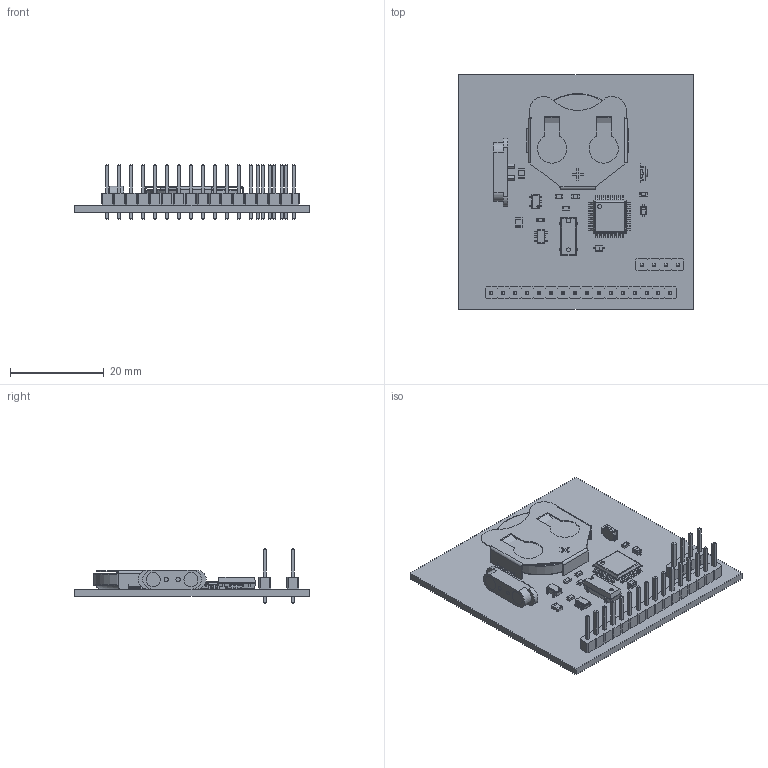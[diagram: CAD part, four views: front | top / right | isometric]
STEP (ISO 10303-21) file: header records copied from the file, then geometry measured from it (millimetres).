
FILE_DESCRIPTION(('KiCad electronic assembly'),'2;1');
FILE_NAME('TestWatch.step','2025-05-22T23:49:50',('Pcbnew'),('Kicad'), 'Open CASCADE STEP processor 7.8','KiCad to STEP converter','Unknown' );
FILE_SCHEMA(('AUTOMOTIVE_DESIGN { 1 0 10303 214 1 1 1 1 }'));
Length unit declared in the file: millimetre
Products named in the file (21): TestWatch 1; RN73H1JTTD5052F50; GRM21BC81E106ME51K; B3U-1100P; STM32G431KBT6; Body; PinsArrayLR; PinsArrayTB; POGO2_Female; MC-306_32.7680K-E0_PURE_SN; BAS3010A03WE6327HTSA1; PinHeader_1x16_P2.54mm_Vertical; TPS7A0230PDBVR; BODY-SOT; LEAD-SOT; LEAD-DUMMY; BAT-HLD-003-SMT_CUT; LIR2032; PinHeader_1x04_P2.54mm_Vertical; MCP73832T-2ACI_OT; TestWatch_PCB
Assembly tree (30 placements, depth 3):
  TestWatch 1
    RN73H1JTTD5052F50  x5
    GRM21BC81E106ME51K  x2
    B3U-1100P
    STM32G431KBT6
      Body
      PinsArrayLR
      PinsArrayTB
    POGO2_Female
    MC-306_32.7680K-E0_PURE_SN
    BAS3010A03WE6327HTSA1  x2
    PinHeader_1x16_P2.54mm_Vertical
    TPS7A0230PDBVR
      BODY-SOT
      LEAD-SOT  x5
      LEAD-DUMMY
    BAT-HLD-003-SMT_CUT
    LIR2032
    PinHeader_1x04_P2.54mm_Vertical
    MCP73832T-2ACI_OT
    TestWatch_PCB
Bounding box: 50 x 50 x 11.54 mm (x, y, z)
Volume: 5527.9 mm3; surface area: 8805.1 mm2
Topology: 97 solids, 97 shells, 1958 faces, 4753 edges, 3018 vertices
Faces by surface type: plane 1490, cylinder 418, sphere 32, bspline 12, torus 6
Full cylindrical faces by diameter (mm): 0.875 x1, 1 x20
Entity records: 51182 total; most frequent: CARTESIAN_POINT 8493, ORIENTED_EDGE 7872, DIRECTION 7766, EDGE_CURVE 3936, LINE 3268, VECTOR 3268, VERTEX_POINT 2512, AXIS2_PLACEMENT_3D 2249
